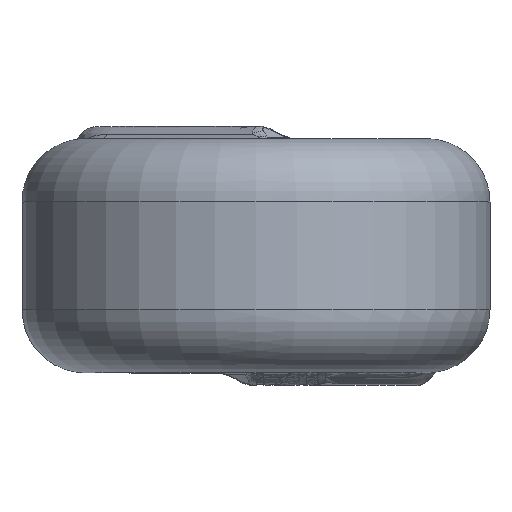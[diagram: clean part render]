
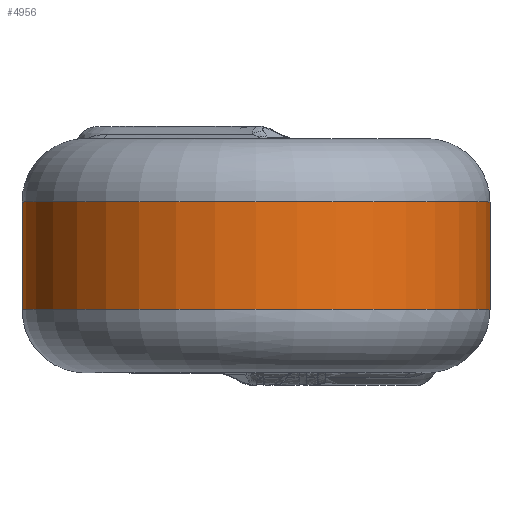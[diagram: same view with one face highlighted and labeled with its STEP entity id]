
A CAD part, top view. The second image highlights one B-rep face of the part: STEP entity #4956.
In plain terms, the highlighted cylindrical face has radius 3.7 mm (diameter 7.4 mm), a full revolution.
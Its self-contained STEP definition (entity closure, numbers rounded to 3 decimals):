
#36=CIRCLE('',#5133,3.7);
#38=CIRCLE('',#5137,3.7);
#618=CYLINDRICAL_SURFACE('',#5138,3.7);
#1074=ORIENTED_EDGE('',*,*,#2014,.T.);
#1075=ORIENTED_EDGE('',*,*,#2022,.T.);
#2014=EDGE_CURVE('',#2522,#2522,#36,.F.);
#2022=EDGE_CURVE('',#2529,#2529,#38,.T.);
#2522=VERTEX_POINT('',#10149);
#2529=VERTEX_POINT('',#10193);
#3034=EDGE_LOOP('',(#1074));
#3035=EDGE_LOOP('',(#1075));
#3257=FACE_BOUND('',#3034,.T.);
#3258=FACE_BOUND('',#3035,.T.);
#4956=ADVANCED_FACE('',(#3257,#3258),#618,.T.);
#5133=AXIS2_PLACEMENT_3D('',#10148,#5380,#5381);
#5137=AXIS2_PLACEMENT_3D('',#10192,#5389,#5390);
#5138=AXIS2_PLACEMENT_3D('',#10215,#5391,#5392);
#5380=DIRECTION('',(0.,1.,0.));
#5381=DIRECTION('',(0.,0.,1.));
#5389=DIRECTION('',(0.,1.,0.));
#5390=DIRECTION('',(0.,0.,1.));
#5391=DIRECTION('',(0.,1.,0.));
#5392=DIRECTION('',(0.,0.,1.));
#10148=CARTESIAN_POINT('',(0.,0.85,0.));
#10149=CARTESIAN_POINT('',(0.,0.85,3.7));
#10192=CARTESIAN_POINT('',(0.,-0.85,0.));
#10193=CARTESIAN_POINT('',(0.,-0.85,3.7));
#10215=CARTESIAN_POINT('',(0.,-1.85,0.));
